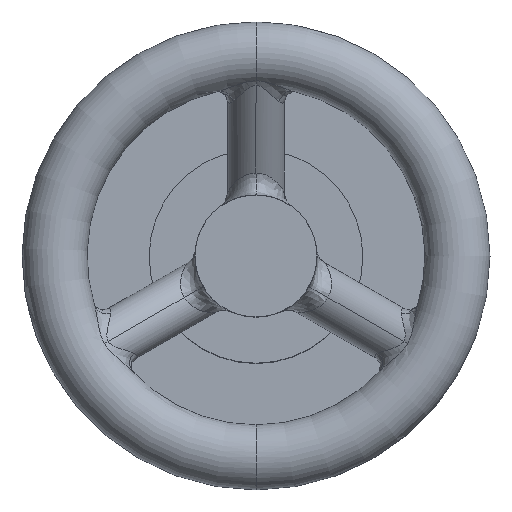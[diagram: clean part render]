
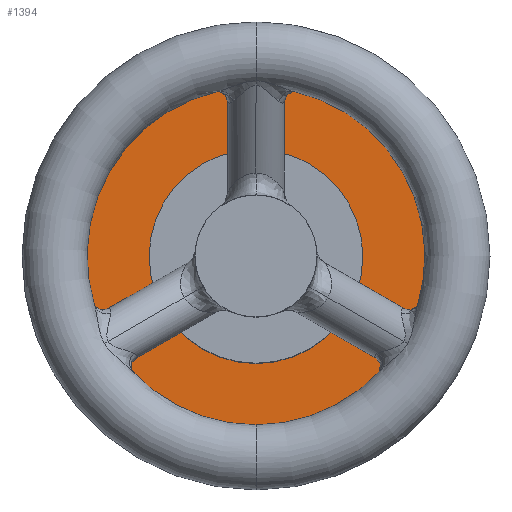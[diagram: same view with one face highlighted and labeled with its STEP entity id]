
A CAD part, top view. The second image highlights one B-rep face of the part: STEP entity #1394.
In plain terms, the highlighted planar face has unit normal (0, 0, 1).
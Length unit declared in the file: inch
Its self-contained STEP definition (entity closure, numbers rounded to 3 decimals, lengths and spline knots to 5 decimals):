
#2=CARTESIAN_POINT('',(0.,0.,0.375));
#3=DIRECTION('',(0.,0.,1.));
#4=DIRECTION('',(0.,-1.,0.));
#5=AXIS2_PLACEMENT_3D('',#2,#3,#4);
#7=CARTESIAN_POINT('',(0.,0.,0.375));
#8=DIRECTION('',(0.,0.,-1.));
#9=DIRECTION('',(0.,-1.,0.));
#10=AXIS2_PLACEMENT_3D('',#7,#8,#9);
#12=CARTESIAN_POINT('',(0.,0.,0.375));
#13=DIRECTION('',(0.,0.,-1.));
#14=DIRECTION('',(0.,1.,0.));
#15=AXIS2_PLACEMENT_3D('',#12,#13,#14);
#17=CARTESIAN_POINT('',(0.,0.,0.375));
#18=DIRECTION('',(0.,0.,-1.));
#19=DIRECTION('',(0.,-1.,0.));
#20=AXIS2_PLACEMENT_3D('',#17,#18,#19);
#1289=CARTESIAN_POINT('',(0.,-1.1875,0.375));
#1290=CARTESIAN_POINT('',(0.,1.1875,0.375));
#1291=VERTEX_POINT('',#1289);
#1292=VERTEX_POINT('',#1290);
#1297=CARTESIAN_POINT('',(0.,0.65625,0.375));
#1298=CARTESIAN_POINT('',(0.,-0.65625,0.375));
#1299=VERTEX_POINT('',#1297);
#1300=VERTEX_POINT('',#1298);
#1377=CARTESIAN_POINT('',(0.,0.,0.375));
#1378=DIRECTION('',(0.,0.,-1.));
#1379=DIRECTION('',(0.,1.,0.));
#1380=AXIS2_PLACEMENT_3D('',#1377,#1378,#1379);
#1381=PLANE('',#1380);
#1383=ORIENTED_EDGE('',*,*,#1382,.F.);
#1385=ORIENTED_EDGE('',*,*,#1384,.T.);
#1386=EDGE_LOOP('',(#1383,#1385));
#1387=FACE_OUTER_BOUND('',#1386,.F.);
#1389=ORIENTED_EDGE('',*,*,#1388,.F.);
#1391=ORIENTED_EDGE('',*,*,#1390,.F.);
#1392=EDGE_LOOP('',(#1389,#1391));
#1393=FACE_BOUND('',#1392,.F.);
#1394=ADVANCED_FACE('',(#1387,#1393),#1381,.F.);
#6=CIRCLE('',#5,1.1875);
#11=CIRCLE('',#10,1.1875);
#16=CIRCLE('',#15,0.65625);
#21=CIRCLE('',#20,0.65625);
#1382=EDGE_CURVE('',#1291,#1292,#6,.T.);
#1384=EDGE_CURVE('',#1291,#1292,#11,.T.);
#1388=EDGE_CURVE('',#1299,#1300,#16,.T.);
#1390=EDGE_CURVE('',#1300,#1299,#21,.T.);
